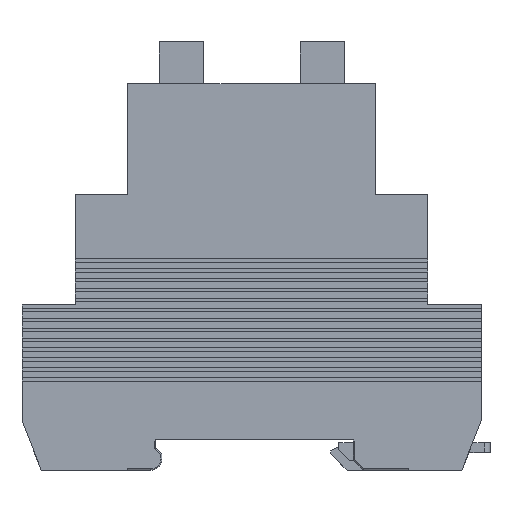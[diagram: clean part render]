
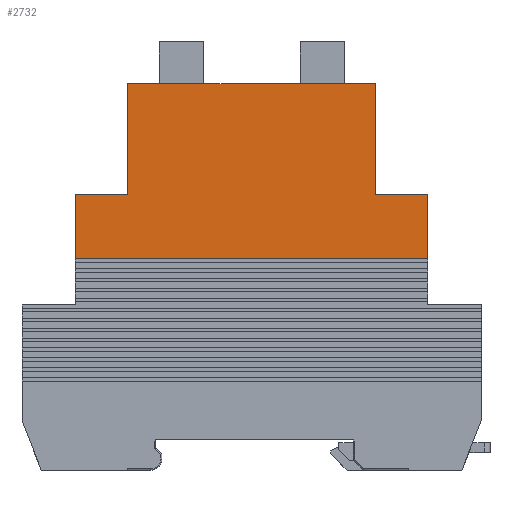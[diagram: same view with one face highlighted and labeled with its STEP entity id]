
A CAD part, top view. The second image highlights one B-rep face of the part: STEP entity #2732.
In plain terms, the highlighted planar face has unit normal (0, 0, 1).
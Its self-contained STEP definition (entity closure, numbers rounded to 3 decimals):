
#242 = CARTESIAN_POINT ( 'NONE',  ( 23.5, -11.7, 8.9 ) ) ;
#488 = VECTOR ( 'NONE', #2816, 1000. ) ;
#617 = VERTEX_POINT ( 'NONE', #5751 ) ;
#736 = LINE ( 'NONE', #4277, #9032 ) ;
#1171 = VECTOR ( 'NONE', #7011, 1000. ) ;
#1229 = LINE ( 'NONE', #4115, #11331 ) ;
#1341 = CARTESIAN_POINT ( 'NONE',  ( 14., -11.7, 8.9 ) ) ;
#1437 = FACE_OUTER_BOUND ( 'NONE', #7057, .T. ) ;
#1539 = ORIENTED_EDGE ( 'NONE', *, *, #5129, .T. ) ;
#2029 = CARTESIAN_POINT ( 'NONE',  ( -31., -11.7, 8.9 ) ) ;
#2218 = CARTESIAN_POINT ( 'NONE',  ( 14., 8.5, 8.9 ) ) ;
#2672 = EDGE_CURVE ( 'NONE', #7948, #6194, #5191, .T. ) ;
#2732 = ADVANCED_FACE ( 'NONE', ( #1437 ), #3278, .F. ) ;
#2747 = ORIENTED_EDGE ( 'NONE', *, *, #2672, .T. ) ;
#2816 = DIRECTION ( 'NONE',  ( -1., 0., 0. ) ) ;
#3231 = DIRECTION ( 'NONE',  ( 0., -1., 0. ) ) ;
#3278 = PLANE ( 'NONE',  #9940 ) ;
#3407 = CARTESIAN_POINT ( 'NONE',  ( -40.5, -23.329, 8.9 ) ) ;
#3665 = VERTEX_POINT ( 'NONE', #9005 ) ;
#3833 = EDGE_CURVE ( 'NONE', #7948, #7316, #1229, .T. ) ;
#3843 = ORIENTED_EDGE ( 'NONE', *, *, #4464, .T. ) ;
#4115 = CARTESIAN_POINT ( 'NONE',  ( -53.579, -23.329, 8.9 ) ) ;
#4277 = CARTESIAN_POINT ( 'NONE',  ( -40.5, -11.7, 8.9 ) ) ;
#4439 = EDGE_CURVE ( 'NONE', #3665, #7316, #736, .T. ) ;
#4464 = EDGE_CURVE ( 'NONE', #617, #6663, #5634, .T. ) ;
#4870 = DIRECTION ( 'NONE',  ( 0., 1., 0. ) ) ;
#5129 = EDGE_CURVE ( 'NONE', #6194, #11952, #7533, .T. ) ;
#5191 = LINE ( 'NONE', #12475, #13146 ) ;
#5349 = DIRECTION ( 'NONE',  ( 0., 0., -1. ) ) ;
#5634 = LINE ( 'NONE', #2218, #11152 ) ;
#5649 = CARTESIAN_POINT ( 'NONE',  ( 23.5, -11.7, 8.9 ) ) ;
#5751 = CARTESIAN_POINT ( 'NONE',  ( 14., 8.5, 8.9 ) ) ;
#5754 = ORIENTED_EDGE ( 'NONE', *, *, #5783, .T. ) ;
#5760 = EDGE_CURVE ( 'NONE', #11952, #617, #12895, .T. ) ;
#5783 = EDGE_CURVE ( 'NONE', #6663, #12343, #11925, .T. ) ;
#6194 = VERTEX_POINT ( 'NONE', #5649 ) ;
#6663 = VERTEX_POINT ( 'NONE', #11669 ) ;
#7011 = DIRECTION ( 'NONE',  ( 0., -1., 0. ) ) ;
#7057 = EDGE_LOOP ( 'NONE', ( #10345, #8943, #2747, #1539, #12138, #3843, #5754, #10984 ) ) ;
#7316 = VERTEX_POINT ( 'NONE', #3407 ) ;
#7533 = LINE ( 'NONE', #242, #9993 ) ;
#7948 = VERTEX_POINT ( 'NONE', #11728 ) ;
#8120 = LINE ( 'NONE', #9012, #488 ) ;
#8337 = DIRECTION ( 'NONE',  ( 0., 1., 0. ) ) ;
#8434 = DIRECTION ( 'NONE',  ( -1., 0., 0. ) ) ;
#8554 = DIRECTION ( 'NONE',  ( -1., 0., 0. ) ) ;
#8943 = ORIENTED_EDGE ( 'NONE', *, *, #3833, .F. ) ;
#9005 = CARTESIAN_POINT ( 'NONE',  ( -40.5, -11.7, 8.9 ) ) ;
#9012 = CARTESIAN_POINT ( 'NONE',  ( 23.5, -11.7, 8.9 ) ) ;
#9032 = VECTOR ( 'NONE', #3231, 1000. ) ;
#9167 = EDGE_CURVE ( 'NONE', #12343, #3665, #8120, .T. ) ;
#9940 = AXIS2_PLACEMENT_3D ( 'NONE', #11580, #5349, #12612 ) ;
#9993 = VECTOR ( 'NONE', #8554, 1000. ) ;
#10314 = DIRECTION ( 'NONE',  ( -1., 0., 0. ) ) ;
#10345 = ORIENTED_EDGE ( 'NONE', *, *, #4439, .T. ) ;
#10984 = ORIENTED_EDGE ( 'NONE', *, *, #9167, .T. ) ;
#11152 = VECTOR ( 'NONE', #8434, 1000. ) ;
#11331 = VECTOR ( 'NONE', #10314, 1000. ) ;
#11580 = CARTESIAN_POINT ( 'NONE',  ( 32.3, -20.2, 8.9 ) ) ;
#11669 = CARTESIAN_POINT ( 'NONE',  ( -31., 8.5, 8.9 ) ) ;
#11728 = CARTESIAN_POINT ( 'NONE',  ( 23.5, -23.329, 8.9 ) ) ;
#11925 = LINE ( 'NONE', #13221, #1171 ) ;
#11952 = VERTEX_POINT ( 'NONE', #1341 ) ;
#12138 = ORIENTED_EDGE ( 'NONE', *, *, #5760, .T. ) ;
#12236 = VECTOR ( 'NONE', #4870, 1000. ) ;
#12343 = VERTEX_POINT ( 'NONE', #2029 ) ;
#12475 = CARTESIAN_POINT ( 'NONE',  ( 23.5, -11.7, 8.9 ) ) ;
#12612 = DIRECTION ( 'NONE',  ( -1., 0., 0. ) ) ;
#12895 = LINE ( 'NONE', #13183, #12236 ) ;
#13146 = VECTOR ( 'NONE', #8337, 1000. ) ;
#13183 = CARTESIAN_POINT ( 'NONE',  ( 14., -20.2, 8.9 ) ) ;
#13221 = CARTESIAN_POINT ( 'NONE',  ( -31., -20.2, 8.9 ) ) ;
